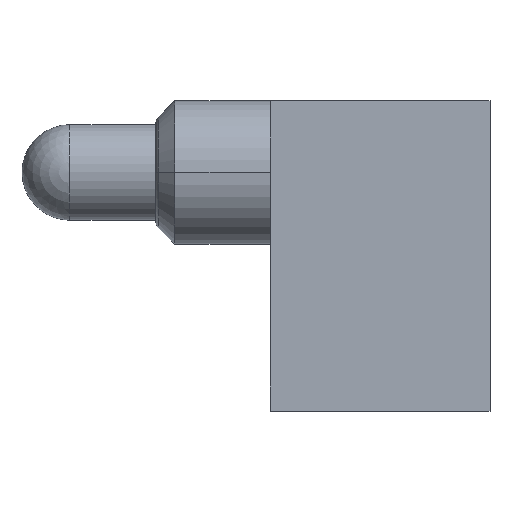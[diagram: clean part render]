
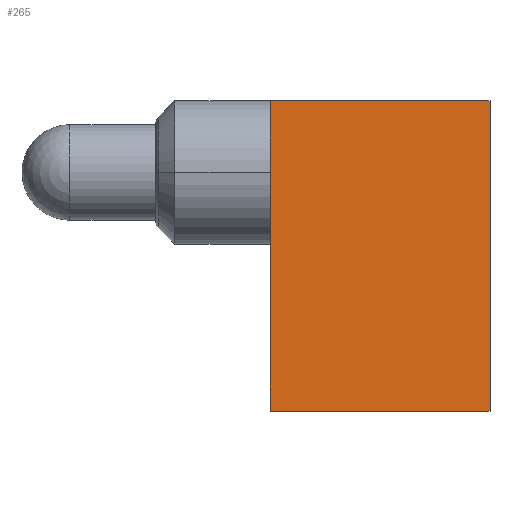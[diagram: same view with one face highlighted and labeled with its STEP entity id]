
A CAD part, top view. The second image highlights one B-rep face of the part: STEP entity #265.
In plain terms, the highlighted planar face has unit normal (0, 0, 1).
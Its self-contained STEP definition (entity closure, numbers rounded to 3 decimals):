
#11 = DIRECTION ( 'NONE',  ( -1., 0., 0. ) ) ;
#18 = AXIS2_PLACEMENT_3D ( 'NONE', #492, #67, #372 ) ;
#32 = CARTESIAN_POINT ( 'NONE',  ( 2.3, 1.625, 0.75 ) ) ;
#37 = EDGE_CURVE ( 'NONE', #310, #245, #509, .T. ) ;
#53 = EDGE_LOOP ( 'NONE', ( #291, #528, #410, #235, #438 ) ) ;
#58 = LINE ( 'NONE', #515, #433 ) ;
#66 = CARTESIAN_POINT ( 'NONE',  ( 2.3, -1.625, 0.75 ) ) ;
#67 = DIRECTION ( 'NONE',  ( 0., 0., -1. ) ) ;
#70 = VECTOR ( 'NONE', #448, 1000. ) ;
#89 = EDGE_CURVE ( 'NONE', #443, #245, #302, .T. ) ;
#135 = DIRECTION ( 'NONE',  ( 0., -1., 0. ) ) ;
#142 = EDGE_CURVE ( 'NONE', #180, #443, #58, .T. ) ;
#176 = VECTOR ( 'NONE', #311, 1000. ) ;
#179 = EDGE_CURVE ( 'NONE', #246, #180, #258, .T. ) ;
#180 = VERTEX_POINT ( 'NONE', #308 ) ;
#200 = PLANE ( 'NONE',  #18 ) ;
#215 = FACE_OUTER_BOUND ( 'NONE', #53, .T. ) ;
#221 = VECTOR ( 'NONE', #11, 1000. ) ;
#227 = DIRECTION ( 'NONE',  ( -1., 0., 0. ) ) ;
#235 = ORIENTED_EDGE ( 'NONE', *, *, #465, .F. ) ;
#245 = VERTEX_POINT ( 'NONE', #412 ) ;
#246 = VERTEX_POINT ( 'NONE', #32 ) ;
#258 = LINE ( 'NONE', #278, #285 ) ;
#265 = ADVANCED_FACE ( 'NONE', ( #215 ), #200, .F. ) ;
#278 = CARTESIAN_POINT ( 'NONE',  ( 2.3, 1.625, 0.75 ) ) ;
#285 = VECTOR ( 'NONE', #227, 1000. ) ;
#291 = ORIENTED_EDGE ( 'NONE', *, *, #142, .T. ) ;
#302 = LINE ( 'NONE', #434, #176 ) ;
#308 = CARTESIAN_POINT ( 'NONE',  ( 0., 1.625, 0.75 ) ) ;
#310 = VERTEX_POINT ( 'NONE', #66 ) ;
#311 = DIRECTION ( 'NONE',  ( 0., -1., 0. ) ) ;
#372 = DIRECTION ( 'NONE',  ( -1., 0., 0. ) ) ;
#401 = CARTESIAN_POINT ( 'NONE',  ( 2.3, -1.625, 0.75 ) ) ;
#410 = ORIENTED_EDGE ( 'NONE', *, *, #37, .F. ) ;
#412 = CARTESIAN_POINT ( 'NONE',  ( 0., -1.625, 0.75 ) ) ;
#414 = LINE ( 'NONE', #401, #70 ) ;
#433 = VECTOR ( 'NONE', #135, 1000. ) ;
#434 = CARTESIAN_POINT ( 'NONE',  ( 0., -1.625, 0.75 ) ) ;
#438 = ORIENTED_EDGE ( 'NONE', *, *, #179, .T. ) ;
#443 = VERTEX_POINT ( 'NONE', #485 ) ;
#448 = DIRECTION ( 'NONE',  ( 0., -1., 0. ) ) ;
#465 = EDGE_CURVE ( 'NONE', #246, #310, #414, .T. ) ;
#469 = CARTESIAN_POINT ( 'NONE',  ( 2.3, -1.625, 0.75 ) ) ;
#485 = CARTESIAN_POINT ( 'NONE',  ( 0., 0.875, 0.75 ) ) ;
#492 = CARTESIAN_POINT ( 'NONE',  ( 2.3, -1.625, 0.75 ) ) ;
#509 = LINE ( 'NONE', #469, #221 ) ;
#515 = CARTESIAN_POINT ( 'NONE',  ( 0., -1.625, 0.75 ) ) ;
#528 = ORIENTED_EDGE ( 'NONE', *, *, #89, .T. ) ;
